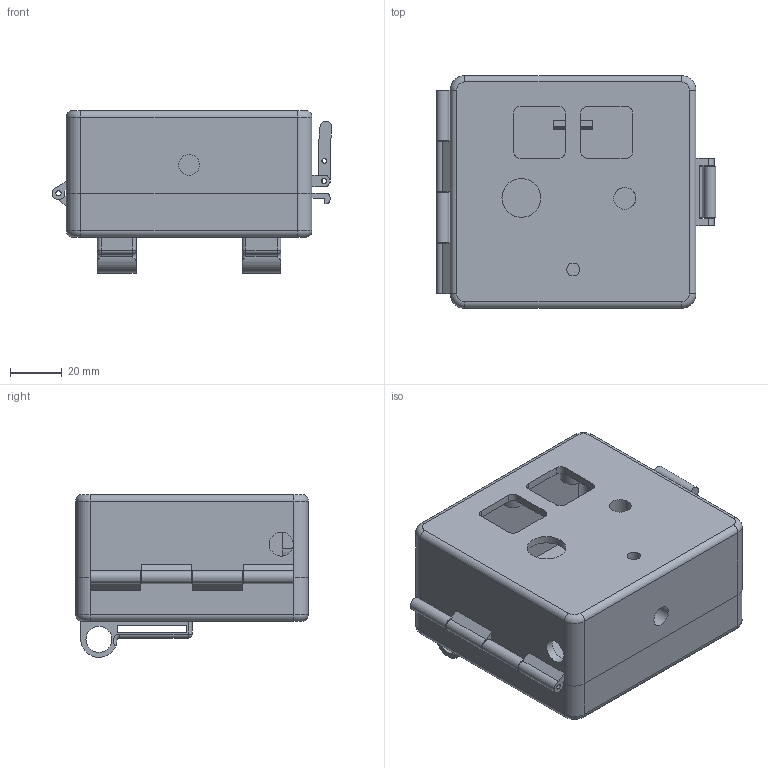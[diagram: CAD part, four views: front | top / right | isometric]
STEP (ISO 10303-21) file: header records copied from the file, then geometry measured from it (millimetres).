
FILE_DESCRIPTION(/* description */ (''),/* implementation_level */ '2;1');
FILE_NAME(/* name */ 'Assembled_senseCam_Adapter_rev2_enclosure_V2.step',/* time_stamp */ '2019-11-28T16:33:14+05:00',/* author */ (''),/* organization */ (''),/* preprocessor_version */ 'ST-DEVELOPER v18',/* originating_system */ 'Autodesk Translation Framework v8.12.0.6',/* authorisation */ '');
FILE_SCHEMA (('AUTOMOTIVE_DESIGN { 1 0 10303 214 3 1 1 }'));
Length unit declared in the file: millimetre
Products named in the file (1): senseCam_Adapter_rev2_enclosure
Bounding box: 108.25 x 90 x 63 mm (x, y, z)
Volume: 114076.3 mm3; surface area: 84569.6 mm2
Topology: 5 solids, 5 shells, 288 faces, 704 edges, 456 vertices
Faces by surface type: plane 159, cylinder 113, torus 12, sphere 4
Full cylindrical faces by diameter (mm): 1.8 x2, 2 x6, 3.6 x3, 3.8 x9, 5 x1, 8 x2, 8.5 x1, 9.25 x1, 9.5 x3, 10 x4, 15 x1
Entity records: 8641 total; most frequent: DIRECTION 1527, CARTESIAN_POINT 1517, ORIENTED_EDGE 1408, EDGE_CURVE 704, AXIS2_PLACEMENT_3D 538, VERTEX_POINT 456, LINE 451, VECTOR 451
